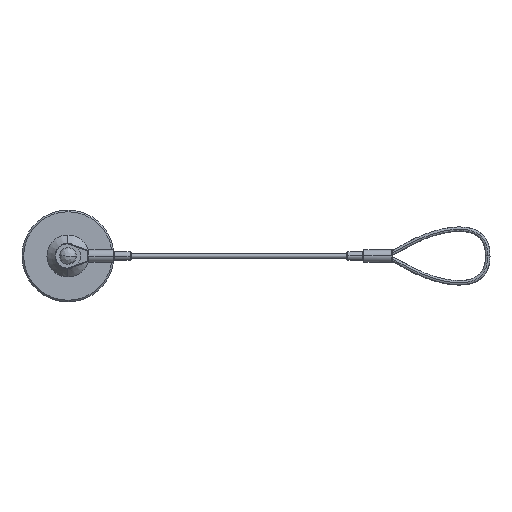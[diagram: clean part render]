
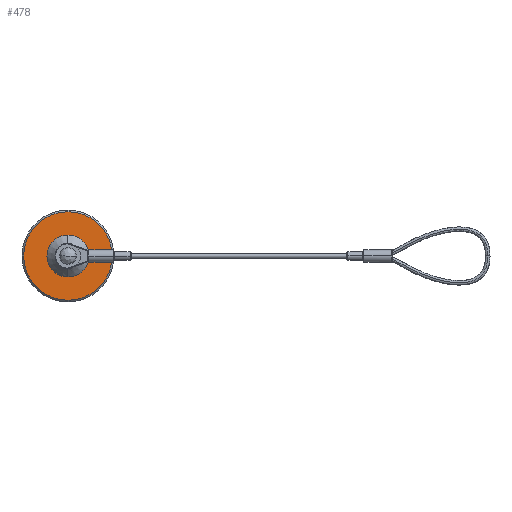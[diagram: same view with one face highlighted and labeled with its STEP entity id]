
A CAD part, left-side view. The second image highlights one B-rep face of the part: STEP entity #478.
In plain terms, the highlighted face is planar.
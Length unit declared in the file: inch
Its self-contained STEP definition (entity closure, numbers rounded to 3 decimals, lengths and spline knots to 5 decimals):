
#478 = ADVANCED_FACE ( 'NONE', ( #15793, #15791 ), #883, .T. ) ;
#881 = CARTESIAN_POINT ( 'NONE',  ( -0.315, 0., -0.14 ) ) ;
#883 = PLANE ( 'NONE',  #10842 ) ;
#887 = DIRECTION ( 'NONE',  ( 1., 0., 0. ) ) ;
#896 = DIRECTION ( 'NONE',  ( 0., 0., 1. ) ) ;
#5323 = ORIENTED_EDGE ( 'NONE', *, *, #10520, .F. ) ;
#5324 = ORIENTED_EDGE ( 'NONE', *, *, #10804, .T. ) ;
#5325 = ORIENTED_EDGE ( 'NONE', *, *, #10519, .T. ) ;
#5332 = ORIENTED_EDGE ( 'NONE', *, *, #10779, .F. ) ;
#9115 = AXIS2_PLACEMENT_3D ( 'NONE', #20605, #20606, #20607 ) ;
#9116 = AXIS2_PLACEMENT_3D ( 'NONE', #20608, #20609, #20610 ) ;
#9149 = AXIS2_PLACEMENT_3D ( 'NONE', #23375, #23376, #23377 ) ;
#9160 = AXIS2_PLACEMENT_3D ( 'NONE', #23430, #23431, #23432 ) ;
#10519 = EDGE_CURVE ( 'NONE', #19612, #19837, #14654, .T. ) ;
#10520 = EDGE_CURVE ( 'NONE', #19874, #19787, #14653, .T. ) ;
#10779 = EDGE_CURVE ( 'NONE', #19787, #19874, #14920, .T. ) ;
#10804 = EDGE_CURVE ( 'NONE', #19837, #19612, #14959, .T. ) ;
#10842 = AXIS2_PLACEMENT_3D ( 'NONE', #881, #896, #887 ) ;
#11185 = EDGE_LOOP ( 'NONE', ( #5325, #5324 ) ) ;
#14653 = CIRCLE ( 'NONE', #9116, 0.315 ) ;
#14654 = CIRCLE ( 'NONE', #9115, 0.665 ) ;
#14920 = CIRCLE ( 'NONE', #9149, 0.315 ) ;
#14959 = CIRCLE ( 'NONE', #9160, 0.665 ) ;
#15154 = EDGE_LOOP ( 'NONE', ( #5323, #5332 ) ) ;
#15791 = FACE_BOUND ( 'NONE', #15154, .T. ) ;
#15793 = FACE_OUTER_BOUND ( 'NONE', #11185, .T. ) ;
#19612 = VERTEX_POINT ( 'NONE', #23548 ) ;
#19787 = VERTEX_POINT ( 'NONE', #23564 ) ;
#19837 = VERTEX_POINT ( 'NONE', #23571 ) ;
#19874 = VERTEX_POINT ( 'NONE', #23572 ) ;
#20605 = CARTESIAN_POINT ( 'NONE',  ( 0., 0., -0.14 ) ) ;
#20606 = DIRECTION ( 'NONE',  ( 0., 0., 1. ) ) ;
#20607 = DIRECTION ( 'NONE',  ( 1., 0., 0. ) ) ;
#20608 = CARTESIAN_POINT ( 'NONE',  ( 0., 0., -0.14 ) ) ;
#20609 = DIRECTION ( 'NONE',  ( 0., 0., 1. ) ) ;
#20610 = DIRECTION ( 'NONE',  ( 1., 0., 0. ) ) ;
#23375 = CARTESIAN_POINT ( 'NONE',  ( 0., 0., -0.14 ) ) ;
#23376 = DIRECTION ( 'NONE',  ( 0., 0., 1. ) ) ;
#23377 = DIRECTION ( 'NONE',  ( 1., 0., 0. ) ) ;
#23430 = CARTESIAN_POINT ( 'NONE',  ( 0., 0., -0.14 ) ) ;
#23431 = DIRECTION ( 'NONE',  ( 0., 0., 1. ) ) ;
#23432 = DIRECTION ( 'NONE',  ( 1., 0., 0. ) ) ;
#23548 = CARTESIAN_POINT ( 'NONE',  ( -0.665, 0., -0.14 ) ) ;
#23564 = CARTESIAN_POINT ( 'NONE',  ( 0.315, 0., -0.14 ) ) ;
#23571 = CARTESIAN_POINT ( 'NONE',  ( 0.665, 0., -0.14 ) ) ;
#23572 = CARTESIAN_POINT ( 'NONE',  ( -0.315, 0., -0.14 ) ) ;
